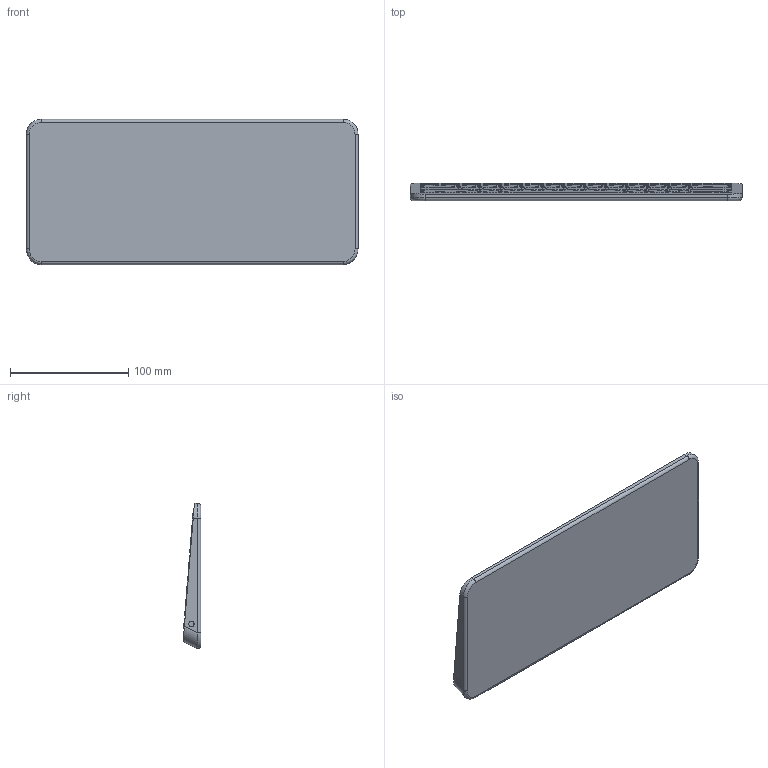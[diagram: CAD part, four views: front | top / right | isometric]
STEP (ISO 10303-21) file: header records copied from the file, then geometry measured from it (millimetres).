
FILE_DESCRIPTION (( 'STEP AP203' ), '1' );
FILE_NAME ('K380.STEP', '2023-08-09T13:21:46', ( '' ), ( '' ), 'SwSTEP 2.0', 'SolidWorks 2022', '' );
FILE_SCHEMA (( 'CONFIG_CONTROL_DESIGN' ));
Length unit declared in the file: millimetre
Products named in the file (1): K380
Bounding box: 280.25 x 15 x 122.54 mm (x, y, z)
Volume: 355407.9 mm3; surface area: 76414.5 mm2
Topology: 1 solids, 1 shells, 312 faces, 682 edges, 452 vertices
Faces by surface type: cylinder 168, plane 140, bspline 2, torus 2
Entity records: 8825 total; most frequent: DIRECTION 1628, CARTESIAN_POINT 1553, ORIENTED_EDGE 1364, EDGE_CURVE 682, AXIS2_PLACEMENT_3D 643, VERTEX_POINT 452, EDGE_LOOP 392, VECTOR 342
